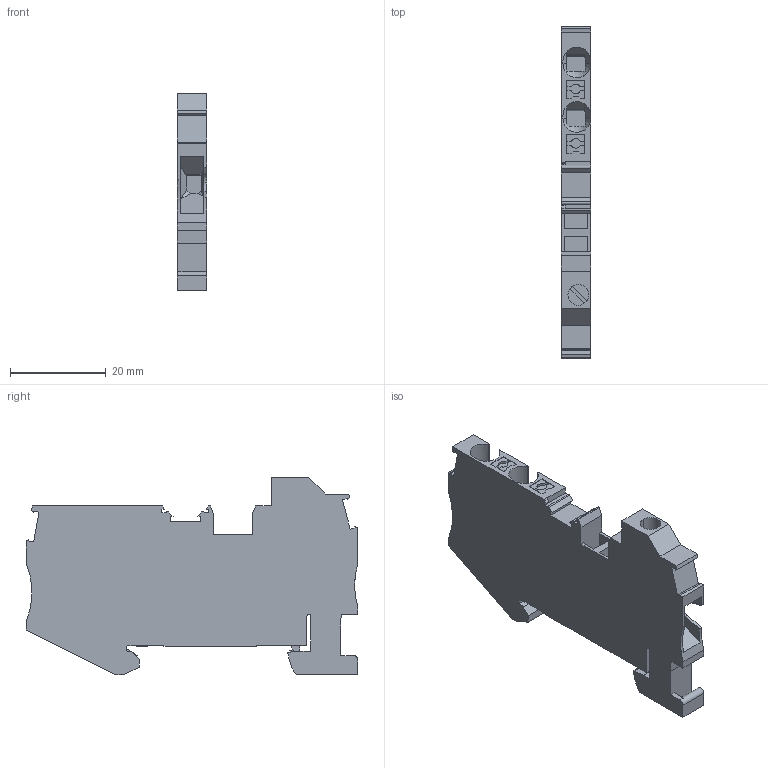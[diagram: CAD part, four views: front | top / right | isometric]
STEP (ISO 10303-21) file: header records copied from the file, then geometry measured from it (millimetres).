
FILE_DESCRIPTION(('Creo Elements/Direct Modeling STEP Export'),'2;1');
FILE_NAME('model.stp','2018-02-17T11:55:17',(''),(''),'Creo Elements/Direct Modeling STEP processor for AP214 (Solid Model)','Creo Elements/Direct Modeling 18.1I 14-Aug-2016 (C) Parametric Technology GmbH','');
FILE_SCHEMA(('AUTOMOTIVE_DESIGN { 1 0 10303 214 1 1 1 1 }'));
Length unit declared in the file: millimetre
Products named in the file (2): PTU_4_TWIN_PE-select
Assembly tree (1 placements, depth 2):
  PTU_4_TWIN_PE-select
    PTU_4_TWIN_PE-select
Bounding box: 6.15 x 69.3 x 41.25 mm (x, y, z)
Volume: 11084.7 mm3; surface area: 7147.8 mm2
Topology: 1 solids, 1 shells, 224 faces, 649 edges, 430 vertices
Faces by surface type: plane 197, cylinder 21, extrusion 4, cone 2
Entity records: 9849 total; most frequent: CARTESIAN_POINT 2117, ORIENTED_EDGE 1298, DIRECTION 1120, EDGE_CURVE 649, VECTOR 566, LINE 562, VERTEX_POINT 430, AXIS2_PLACEMENT_3D 277
